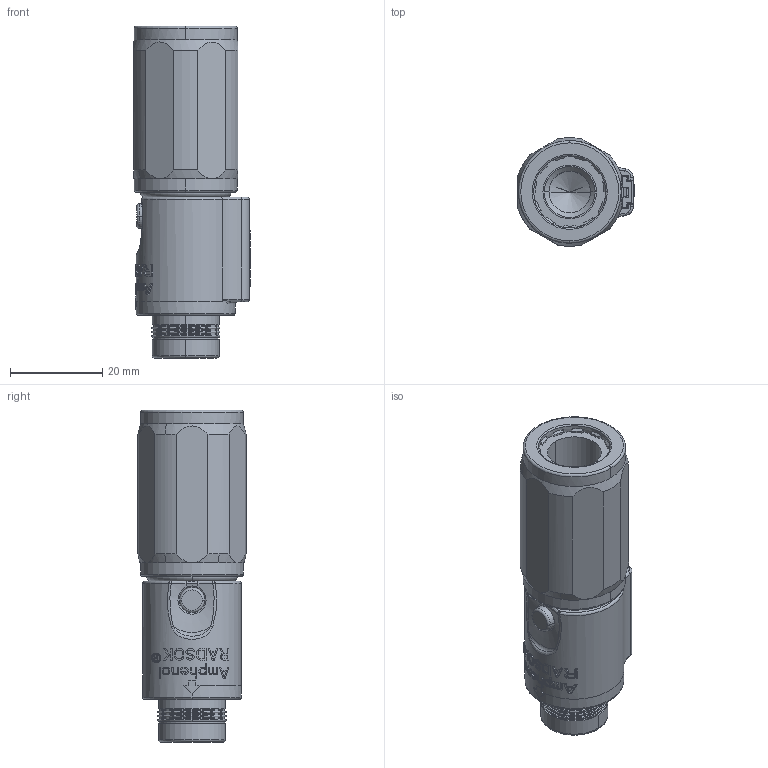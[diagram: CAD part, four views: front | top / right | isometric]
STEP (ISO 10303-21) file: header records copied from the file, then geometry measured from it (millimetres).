
FILE_DESCRIPTION((''),'2;1');
FILE_NAME('C10-731951-X02_I','2017-07-19T',('SEVEN.XIE'),(''),'PRO/ENGINEER BY PARAMETRIC TECHNOLOGY CORPORATION, 2013230','PRO/ENGINEER BY PARAMETRIC TECHNOLOGY CORPORATION, 2013230','');
FILE_SCHEMA(('CONFIG_CONTROL_DESIGN'));
Length unit declared in the file: inch
Products named in the file (1): C10-731951-X02_I
Bounding box: 25.17 x 23.43 x 71.8 mm (x, y, z)
Volume: 19421.4 mm3; surface area: 14337.7 mm2
Topology: 2 solids, 2 shells, 1324 faces, 3735 edges, 2420 vertices
Faces by surface type: plane 960, cylinder 193, torus 84, cone 52, bspline 31, sphere 4
Entity records: 51711 total; most frequent: CARTESIAN_POINT 18964, ORIENTED_EDGE 7466, DIRECTION 5914, EDGE_CURVE 3733, VERTEX_POINT 2420, VECTOR 2108, LINE 2108, AXIS2_PLACEMENT_3D 1903
